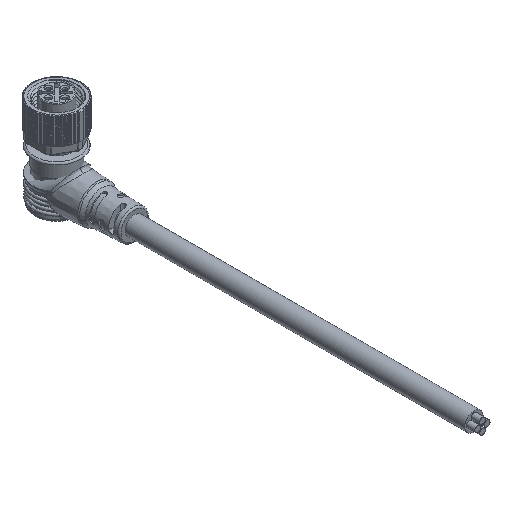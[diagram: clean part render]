
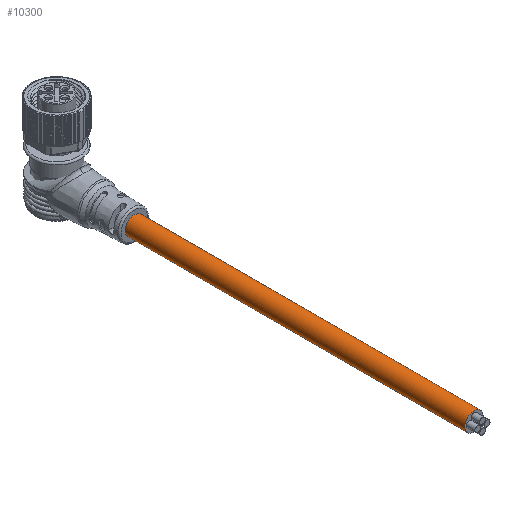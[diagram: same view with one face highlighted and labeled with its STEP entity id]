
A CAD part, isometric view. The second image highlights one B-rep face of the part: STEP entity #10300.
In plain terms, the highlighted cylindrical face has radius 2.75 mm (diameter 5.5 mm), a full revolution.
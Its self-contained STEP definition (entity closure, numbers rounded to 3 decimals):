
#5068=ORIENTED_EDGE('',*,*,#6578,.T.);
#5069=ORIENTED_EDGE('',*,*,#6579,.F.);
#6578=EDGE_CURVE('',#8871,#8871,#6877,.T.);
#6579=EDGE_CURVE('',#8872,#8872,#6878,.T.);
#6877=CIRCLE('',#11465,2.75);
#6878=CIRCLE('',#11466,2.75);
#7602=EDGE_LOOP('',(#5068));
#7603=EDGE_LOOP('',(#5069));
#7800=CYLINDRICAL_SURFACE('',#11464,2.75);
#8871=VERTEX_POINT('',#24624);
#8872=VERTEX_POINT('',#24626);
#9602=FACE_BOUND('',#7602,.T.);
#9603=FACE_BOUND('',#7603,.T.);
#10300=ADVANCED_FACE('',(#9602,#9603),#7800,.T.);
#11464=AXIS2_PLACEMENT_3D('',#24622,#13777,#13778);
#11465=AXIS2_PLACEMENT_3D('',#24623,#13779,#13780);
#11466=AXIS2_PLACEMENT_3D('',#24625,#13781,#13782);
#13777=DIRECTION('',(0.,0.,-1.));
#13778=DIRECTION('',(-1.,0.,0.));
#13779=DIRECTION('',(0.,0.,-1.));
#13780=DIRECTION('',(1.,0.,0.));
#13781=DIRECTION('',(0.,0.,-1.));
#13782=DIRECTION('',(1.,0.,0.));
#24622=CARTESIAN_POINT('',(0.,0.,60.));
#24623=CARTESIAN_POINT('',(0.,0.,60.));
#24624=CARTESIAN_POINT('',(2.75,0.,60.));
#24625=CARTESIAN_POINT('',(0.,0.,-60.));
#24626=CARTESIAN_POINT('',(2.75,0.,-60.));
